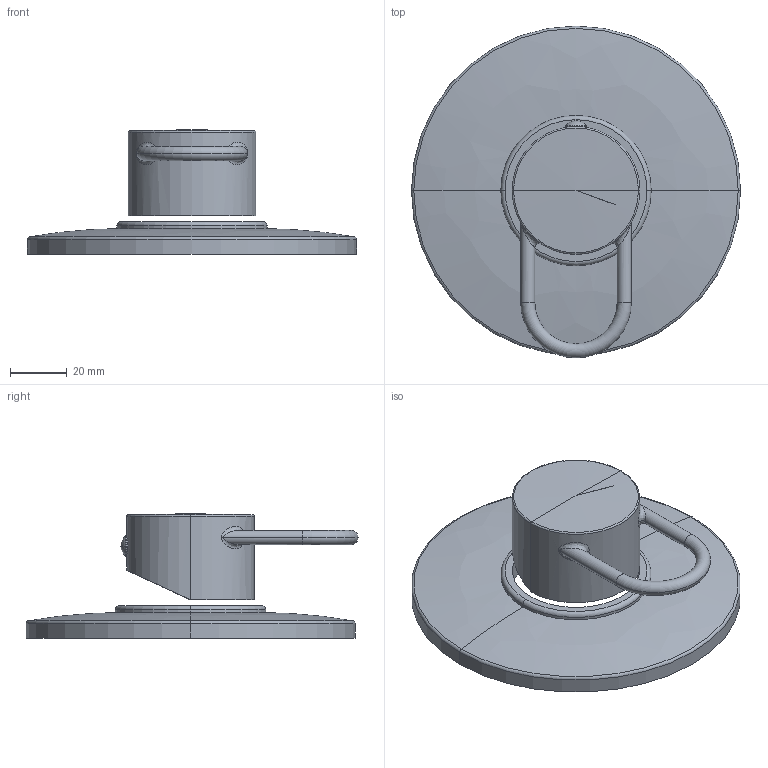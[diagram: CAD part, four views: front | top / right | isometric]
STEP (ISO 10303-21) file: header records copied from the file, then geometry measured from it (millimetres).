
FILE_DESCRIPTION((''),'2;1');
FILE_NAME('JK010CREST','2021-11-04T10:23:39',('ut3'),('PAFFONI SpA'),'CREO PARAMETRIC BY PTC INC, 2020044','CREO PARAMETRIC BY PTC INC, 2020044','');
FILE_SCHEMA(('CONFIG_CONTROL_DESIGN','SHAPE_APPEARANCE_LAYERS_GROUPS'));
Length unit declared in the file: millimetre
Products named in the file (1): JK010CREST
Bounding box: 116 x 117 x 43.89 mm (x, y, z)
Volume: 26372.8 mm3; surface area: 37931.6 mm2
Topology: 2 solids, 3 shells, 134 faces, 315 edges, 188 vertices
Faces by surface type: cylinder 46, plane 45, cone 17, torus 16, bspline 8, sphere 2
Entity records: 6007 total; most frequent: CARTESIAN_POINT 1929, DIRECTION 666, ORIENTED_EDGE 622, EDGE_CURVE 311, AXIS2_PLACEMENT_3D 263, VERTEX_POINT 188, EDGE_LOOP 153, VECTOR 140
